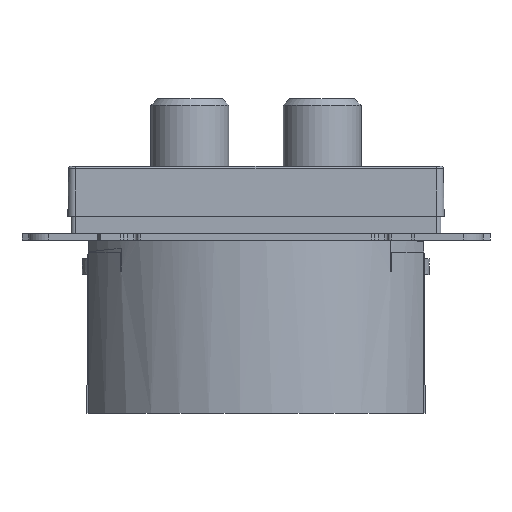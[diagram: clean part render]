
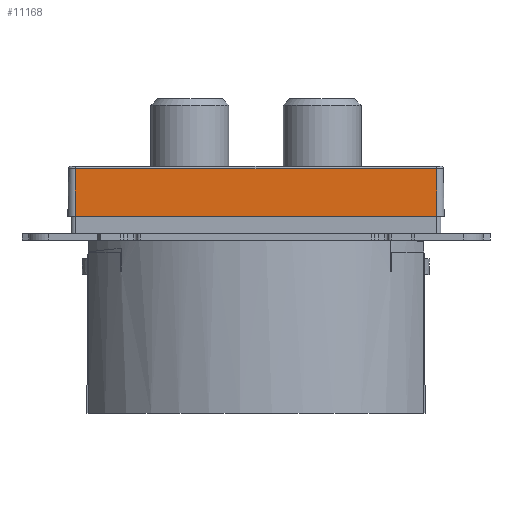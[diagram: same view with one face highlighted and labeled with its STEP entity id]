
A CAD part, front view. The second image highlights one B-rep face of the part: STEP entity #11168.
In plain terms, the highlighted planar face has unit normal (0, -1, 0.009).
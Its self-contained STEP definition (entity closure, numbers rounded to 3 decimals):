
#3 = EDGE_CURVE ( 'NONE', #760, #6818, #3559, .T. ) ;
#556 = CARTESIAN_POINT ( 'NONE',  ( 4.113, 6.013, 9.803 ) ) ;
#760 = VERTEX_POINT ( 'NONE', #4320 ) ;
#869 = LINE ( 'NONE', #11399, #7815 ) ;
#1085 = VECTOR ( 'NONE', #2158, 1000. ) ;
#1212 = DIRECTION ( 'NONE',  ( -1., 0., 0. ) ) ;
#1246 = CARTESIAN_POINT ( 'NONE',  ( 31.4, 5.95, 2.6 ) ) ;
#2158 = DIRECTION ( 'NONE',  ( -0.009, -0.009, -1. ) ) ;
#2417 = EDGE_CURVE ( 'NONE', #4959, #6818, #869, .T. ) ;
#2490 = ORIENTED_EDGE ( 'NONE', *, *, #2810, .T. ) ;
#2810 = EDGE_CURVE ( 'NONE', #4959, #9673, #11252, .T. ) ;
#2835 = CARTESIAN_POINT ( 'NONE',  ( 4.113, 6.013, 9.803 ) ) ;
#3559 = LINE ( 'NONE', #7326, #8754 ) ;
#4320 = CARTESIAN_POINT ( 'NONE',  ( 58.75, 5.95, 2.6 ) ) ;
#4381 = AXIS2_PLACEMENT_3D ( 'NONE', #8716, #4780, #1212 ) ;
#4573 = CARTESIAN_POINT ( 'NONE',  ( 58.687, 6.013, 9.803 ) ) ;
#4780 = DIRECTION ( 'NONE',  ( 0., -1., 0.009 ) ) ;
#4959 = VERTEX_POINT ( 'NONE', #556 ) ;
#5007 = DIRECTION ( 'NONE',  ( 1., 0., 0. ) ) ;
#5686 = DIRECTION ( 'NONE',  ( 1., 0., 0. ) ) ;
#5836 = FACE_OUTER_BOUND ( 'NONE', #6503, .T. ) ;
#6413 = ORIENTED_EDGE ( 'NONE', *, *, #7396, .T. ) ;
#6503 = EDGE_LOOP ( 'NONE', ( #6887, #2490, #6413, #6655 ) ) ;
#6655 = ORIENTED_EDGE ( 'NONE', *, *, #3, .T. ) ;
#6818 = VERTEX_POINT ( 'NONE', #4573 ) ;
#6887 = ORIENTED_EDGE ( 'NONE', *, *, #2417, .F. ) ;
#6985 = LINE ( 'NONE', #1246, #7721 ) ;
#7326 = CARTESIAN_POINT ( 'NONE',  ( 58.75, 5.95, 2.6 ) ) ;
#7396 = EDGE_CURVE ( 'NONE', #9673, #760, #6985, .T. ) ;
#7721 = VECTOR ( 'NONE', #5007, 1000. ) ;
#7815 = VECTOR ( 'NONE', #5686, 1000. ) ;
#7845 = PLANE ( 'NONE',  #4381 ) ;
#8716 = CARTESIAN_POINT ( 'NONE',  ( 31.4, 5.95, 2.6 ) ) ;
#8754 = VECTOR ( 'NONE', #11124, 1000. ) ;
#9673 = VERTEX_POINT ( 'NONE', #10754 ) ;
#10754 = CARTESIAN_POINT ( 'NONE',  ( 4.05, 5.95, 2.6 ) ) ;
#11124 = DIRECTION ( 'NONE',  ( -0.009, 0.009, 1. ) ) ;
#11168 = ADVANCED_FACE ( 'NONE', ( #5836 ), #7845, .T. ) ;
#11252 = LINE ( 'NONE', #2835, #1085 ) ;
#11399 = CARTESIAN_POINT ( 'NONE',  ( 31.4, 6.013, 9.803 ) ) ;
